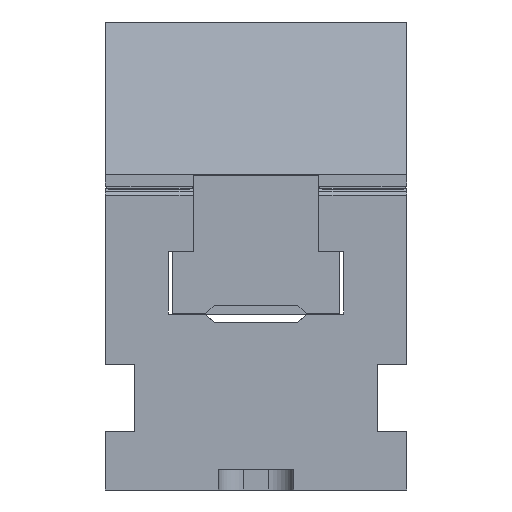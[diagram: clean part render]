
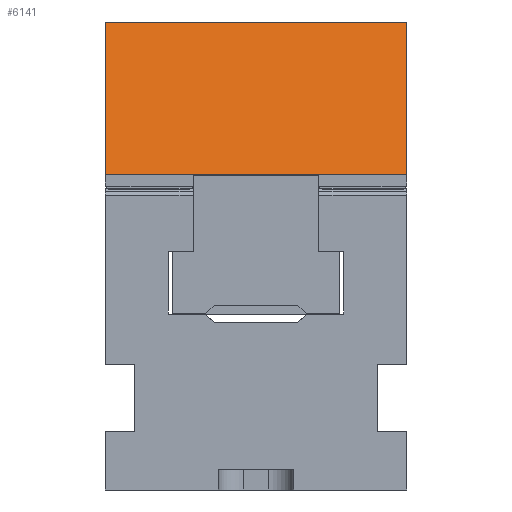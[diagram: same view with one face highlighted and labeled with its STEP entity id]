
A CAD part, front view. The second image highlights one B-rep face of the part: STEP entity #6141.
In plain terms, the highlighted face is planar.
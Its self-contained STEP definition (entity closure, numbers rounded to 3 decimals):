
#6141 = ADVANCED_FACE( '', ( #13275 ), #13276, .T. );
#13275 = FACE_OUTER_BOUND( '', #21461, .T. );
#13276 = PLANE( '', #21462 );
#21461 = EDGE_LOOP( '', ( #39717, #39718, #39719, #39720 ) );
#21462 = AXIS2_PLACEMENT_3D( '', #39721, #39722, #39723 );
#39717 = ORIENTED_EDGE( '', *, *, #57790, .F. );
#39718 = ORIENTED_EDGE( '', *, *, #54654, .F. );
#39719 = ORIENTED_EDGE( '', *, *, #53596, .T. );
#39720 = ORIENTED_EDGE( '', *, *, #54977, .T. );
#39721 = CARTESIAN_POINT( '', ( 36., 27.25, 40. ) );
#39722 = DIRECTION( '', ( 0., 0.966, 0.259 ) );
#39723 = DIRECTION( '', ( 0., -0.259, 0.966 ) );
#53596 = EDGE_CURVE( '', #66272, #66270, #66273, .T. );
#54654 = EDGE_CURVE( '', #66272, #67956, #67957, .T. );
#54977 = EDGE_CURVE( '', #66270, #68453, #68455, .T. );
#57790 = EDGE_CURVE( '', #67956, #68453, #72513, .T. );
#66270 = VERTEX_POINT( '', #84145 );
#66272 = VERTEX_POINT( '', #84148 );
#66273 = LINE( '', #84149, #84150 );
#67956 = VERTEX_POINT( '', #86608 );
#67957 = LINE( '', #86609, #86610 );
#68453 = VERTEX_POINT( '', #87364 );
#68455 = LINE( '', #87367, #87368 );
#72513 = LINE( '', #93623, #93624 );
#84145 = CARTESIAN_POINT( '', ( 36., 37., 3.613 ) );
#84148 = CARTESIAN_POINT( '', ( 36., 27.25, 40. ) );
#84149 = CARTESIAN_POINT( '', ( 36., 27.25, 40. ) );
#84150 = VECTOR( '', #100598, 1000. );
#86608 = CARTESIAN_POINT( '', ( -36., 27.25, 40. ) );
#86609 = CARTESIAN_POINT( '', ( 36., 27.25, 40. ) );
#86610 = VECTOR( '', #101485, 1000. );
#87364 = CARTESIAN_POINT( '', ( -36., 37., 3.613 ) );
#87367 = CARTESIAN_POINT( '', ( 36., 37., 3.613 ) );
#87368 = VECTOR( '', #101754, 1000. );
#93623 = CARTESIAN_POINT( '', ( -36., 27.25, 40. ) );
#93624 = VECTOR( '', #104165, 1000. );
#100598 = DIRECTION( '', ( 0., 0.259, -0.966 ) );
#101485 = DIRECTION( '', ( -1., 0., 0. ) );
#101754 = DIRECTION( '', ( -1., 0., 0. ) );
#104165 = DIRECTION( '', ( 0., 0.259, -0.966 ) );
